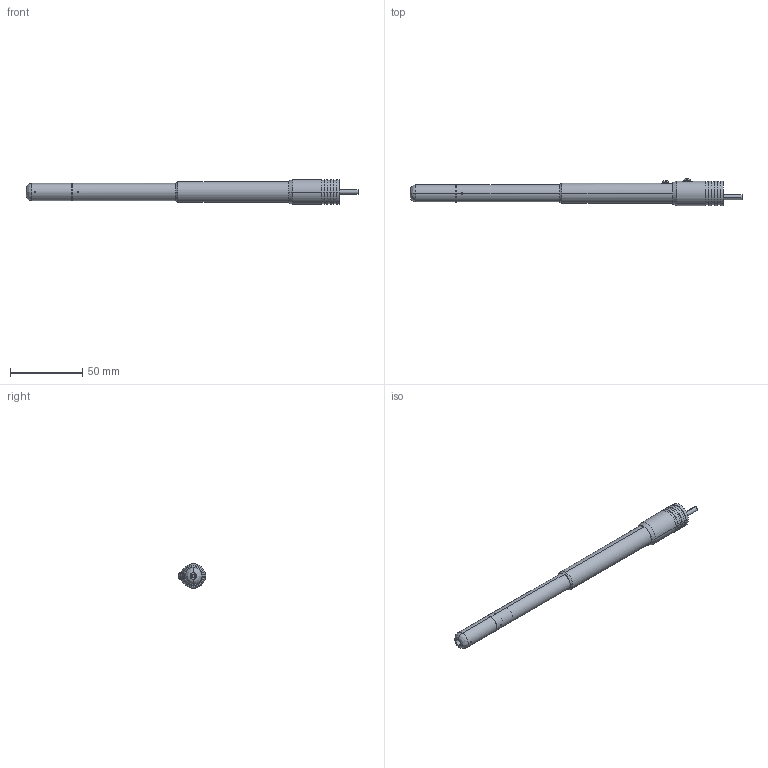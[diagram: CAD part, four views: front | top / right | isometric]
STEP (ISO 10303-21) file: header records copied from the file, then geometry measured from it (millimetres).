
FILE_DESCRIPTION (( 'STEP AP203' ), '1' );
FILE_NAME ('468339.80.341.STEP', '2014-07-23T12:19:27', ( 'Dmitriy_K' ), ( '' ), 'SwSTEP 2.0', 'SolidWorks 2013', '' );
FILE_SCHEMA (( 'CONFIG_CONTROL_DESIGN' ));
Length unit declared in the file: millimetre
Products named in the file (1): 468339.80.341
Bounding box: 229.8 x 18.89 x 17 mm (x, y, z)
Volume: 17076.4 mm3; surface area: 21508.1 mm2
Topology: 12 solids, 12 shells, 363 faces, 828 edges, 504 vertices
Faces by surface type: cylinder 153, plane 93, cone 69, bspline 48
Entity records: 11618 total; most frequent: CARTESIAN_POINT 3497, DIRECTION 1731, ORIENTED_EDGE 1644, EDGE_CURVE 822, AXIS2_PLACEMENT_3D 714, VERTEX_POINT 504, EDGE_LOOP 420, CIRCLE 398
